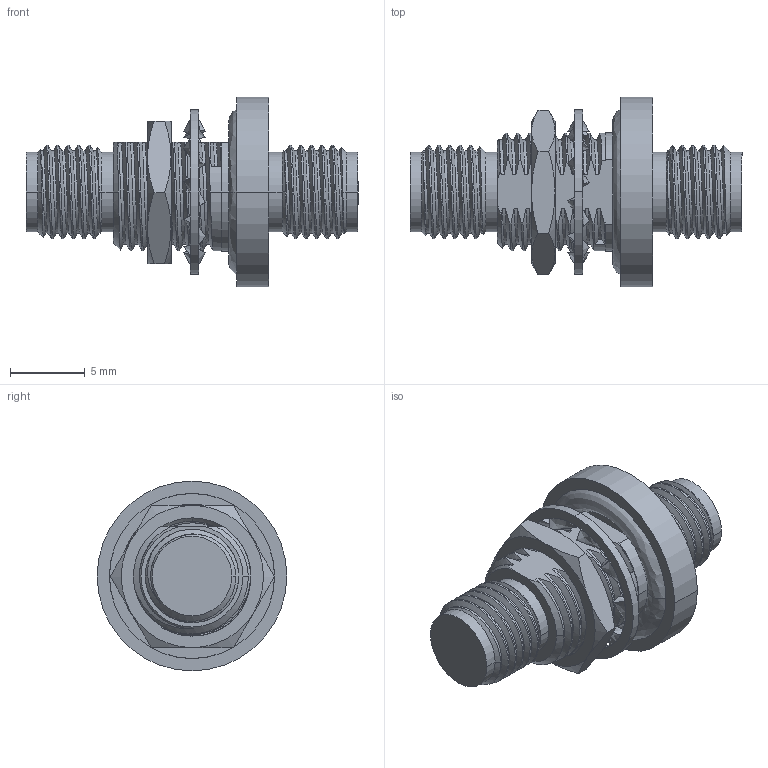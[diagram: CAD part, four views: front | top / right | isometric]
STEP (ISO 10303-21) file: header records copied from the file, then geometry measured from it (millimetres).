
FILE_DESCRIPTION (( 'STEP AP214' ), '1' );
FILE_NAME ('SM4926_3D.STEP', '2022-09-23T15:06:16', ( '' ), ( '' ), 'SwSTEP 2.0', 'SolidWorks 2021', '' );
FILE_SCHEMA (( 'AUTOMOTIVE_DESIGN' ));
Length unit declared in the file: inch
Products named in the file (4): Copy of SM4926_LockWasher^SM4926; SM4926_3D; Copy of SM4926_Hex^SM4926; Copy of SM4926_Body^SM4926
Assembly tree (3 placements, depth 2):
  SM4926_3D
    Copy of SM4926_Body^SM4926
    Copy of SM4926_Hex^SM4926
    Copy of SM4926_LockWasher^SM4926
Bounding box: 22.23 x 12.7 x 12.7 mm (x, y, z)
Volume: 1018.2 mm3; surface area: 1192.3 mm2
Topology: 3 solids, 3 shells, 238 faces, 643 edges, 414 vertices
Faces by surface type: cylinder 97, bspline 81, cone 31, plane 29
Entity records: 20407 total; most frequent: CARTESIAN_POINT 15217, ORIENTED_EDGE 1286, DIRECTION 758, EDGE_CURVE 643, VERTEX_POINT 414, AXIS2_PLACEMENT_3D 279, EDGE_LOOP 245, FACE_OUTER_BOUND 238
